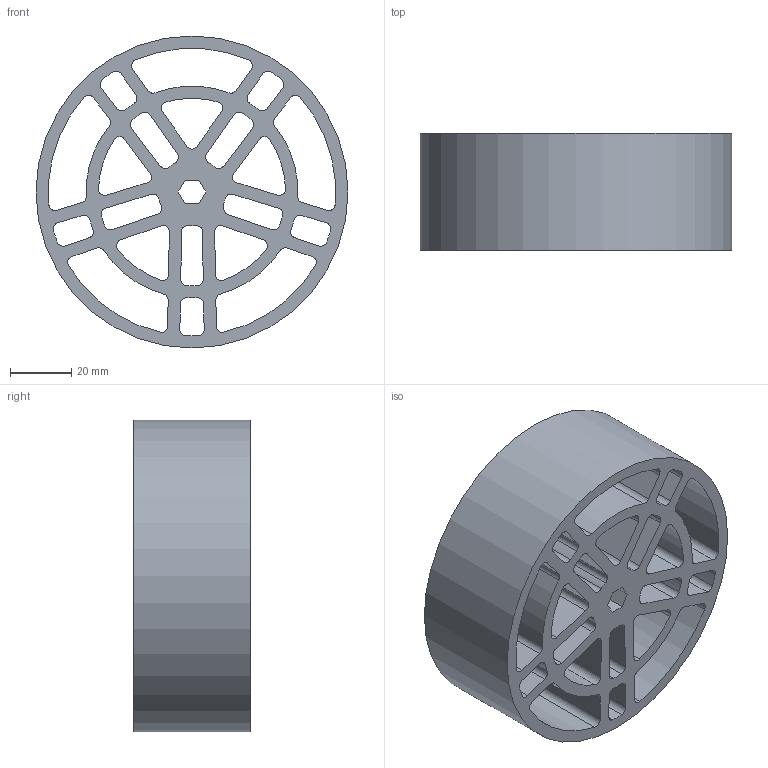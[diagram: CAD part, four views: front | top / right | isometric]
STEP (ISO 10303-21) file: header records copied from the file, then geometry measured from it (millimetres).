
FILE_DESCRIPTION(/* description */ ('STEP AP242','CAx-IF Rec.Pracs.---Representation and Presentation of Product Manufacturing Information (PMI)---4.0---2014-10-13','CAx-IF Rec.Pracs.---3D Tessellated Geometry---0.4---2014-09-14','2;1'),/* implementation_level */ '2;1');
FILE_NAME(/* name */ '66ba50cfd5f9631601552099',/* time_stamp */ '2024-08-12T18:13:36Z',/* author */ (''),/* organization */ (''),/* preprocessor_version */ 'ST-DEVELOPER v20',/* originating_system */ ' ',/* authorisation */ ' ');
FILE_SCHEMA (('AP242_MANAGED_MODEL_BASED_3D_ENGINEERING_MIM_LF { 1 0 10303 442 1 1 4 }'));
Length unit declared in the file: metre
Products named in the file (1): Part 1
Bounding box: 101.6 x 38.1 x 101.6 mm (x, y, z)
Volume: 143173.2 mm3; surface area: 65434.4 mm2
Topology: 1 solids, 1 shells, 161 faces, 477 edges, 318 vertices
Faces by surface type: cylinder 113, plane 48
Full cylindrical faces by diameter (mm): 101.6 x1
Entity records: 5598 total; most frequent: DIRECTION 1026, CARTESIAN_POINT 956, ORIENTED_EDGE 952, EDGE_CURVE 476, AXIS2_PLACEMENT_3D 388, VERTEX_POINT 318, LINE 250, VECTOR 250
